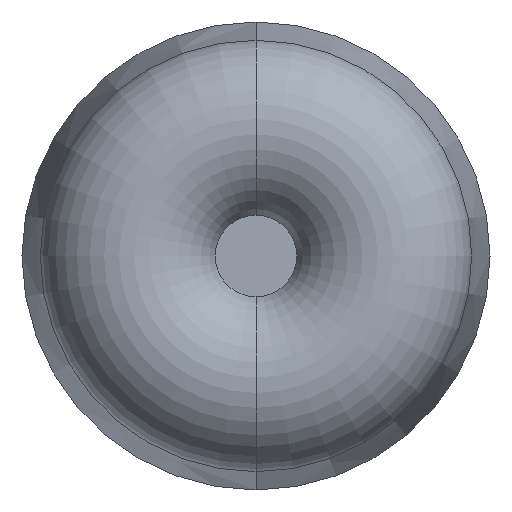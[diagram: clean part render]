
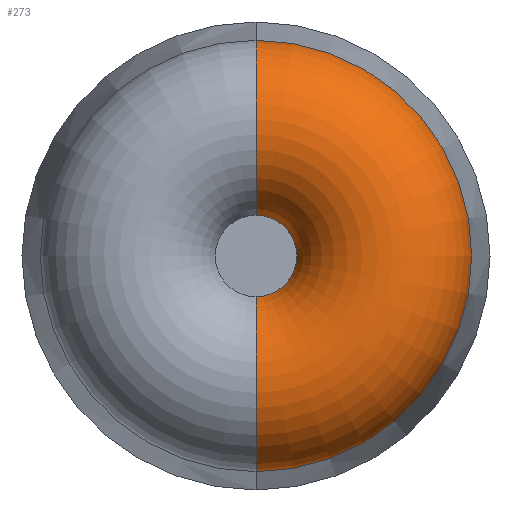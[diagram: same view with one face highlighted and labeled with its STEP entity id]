
A CAD part, front view. The second image highlights one B-rep face of the part: STEP entity #273.
In plain terms, the highlighted toroidal (fillet/blend) face has major radius 3.5 mm and minor radius 2.5 mm.
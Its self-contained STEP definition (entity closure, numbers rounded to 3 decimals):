
#20 = CARTESIAN_POINT ( 'NONE',  ( 0., 4.522, -4.971 ) ) ;
#34 = CIRCLE ( 'NONE', #103, 1.131 ) ;
#47 = DIRECTION ( 'NONE',  ( 0., 0., 1. ) ) ;
#58 = CIRCLE ( 'NONE', #175, 4.971 ) ;
#61 = DIRECTION ( 'NONE',  ( 0., -1., 0. ) ) ;
#64 = CARTESIAN_POINT ( 'NONE',  ( 0., 2.5, 0. ) ) ;
#69 = EDGE_CURVE ( 'NONE', #269, #378, #427, .T. ) ;
#73 = EDGE_CURVE ( 'NONE', #276, #378, #58, .T. ) ;
#103 = AXIS2_PLACEMENT_3D ( 'NONE', #152, #300, #298 ) ;
#122 = AXIS2_PLACEMENT_3D ( 'NONE', #64, #600, #437 ) ;
#152 = CARTESIAN_POINT ( 'NONE',  ( 0., 1.7, 0. ) ) ;
#158 = CARTESIAN_POINT ( 'NONE',  ( 0., 4.522, 0. ) ) ;
#174 = CARTESIAN_POINT ( 'NONE',  ( 0., 1.7, 1.131 ) ) ;
#175 = AXIS2_PLACEMENT_3D ( 'NONE', #158, #61, #215 ) ;
#215 = DIRECTION ( 'NONE',  ( 0., 0., 1. ) ) ;
#241 = DIRECTION ( 'NONE',  ( 1., 0., 0. ) ) ;
#262 = EDGE_LOOP ( 'NONE', ( #589, #296, #387, #331 ) ) ;
#269 = VERTEX_POINT ( 'NONE', #174 ) ;
#273 = ADVANCED_FACE ( 'NONE', ( #559 ), #416, .T. ) ;
#276 = VERTEX_POINT ( 'NONE', #20 ) ;
#296 = ORIENTED_EDGE ( 'NONE', *, *, #299, .T. ) ;
#298 = DIRECTION ( 'NONE',  ( 0., 0., 1. ) ) ;
#299 = EDGE_CURVE ( 'NONE', #449, #276, #666, .T. ) ;
#300 = DIRECTION ( 'NONE',  ( 0., -1., 0. ) ) ;
#331 = ORIENTED_EDGE ( 'NONE', *, *, #69, .F. ) ;
#344 = CARTESIAN_POINT ( 'NONE',  ( 0., 1.7, -1.131 ) ) ;
#378 = VERTEX_POINT ( 'NONE', #561 ) ;
#387 = ORIENTED_EDGE ( 'NONE', *, *, #73, .T. ) ;
#393 = DIRECTION ( 'NONE',  ( 0., 0., -1. ) ) ;
#416 = TOROIDAL_SURFACE ( 'NONE', #122, 3.5, 2.5 ) ;
#427 = CIRCLE ( 'NONE', #594, 2.5 ) ;
#437 = DIRECTION ( 'NONE',  ( 0., 0., 1. ) ) ;
#449 = VERTEX_POINT ( 'NONE', #344 ) ;
#559 = FACE_OUTER_BOUND ( 'NONE', #262, .T. ) ;
#561 = CARTESIAN_POINT ( 'NONE',  ( 0., 4.522, 4.971 ) ) ;
#589 = ORIENTED_EDGE ( 'NONE', *, *, #629, .F. ) ;
#594 = AXIS2_PLACEMENT_3D ( 'NONE', #678, #681, #47 ) ;
#600 = DIRECTION ( 'NONE',  ( 0., 1., 0. ) ) ;
#629 = EDGE_CURVE ( 'NONE', #449, #269, #34, .T. ) ;
#659 = CARTESIAN_POINT ( 'NONE',  ( 0., 2.5, -3.5 ) ) ;
#666 = CIRCLE ( 'NONE', #685, 2.5 ) ;
#678 = CARTESIAN_POINT ( 'NONE',  ( 0., 2.5, 3.5 ) ) ;
#681 = DIRECTION ( 'NONE',  ( -1., 0., 0. ) ) ;
#685 = AXIS2_PLACEMENT_3D ( 'NONE', #659, #241, #393 ) ;
